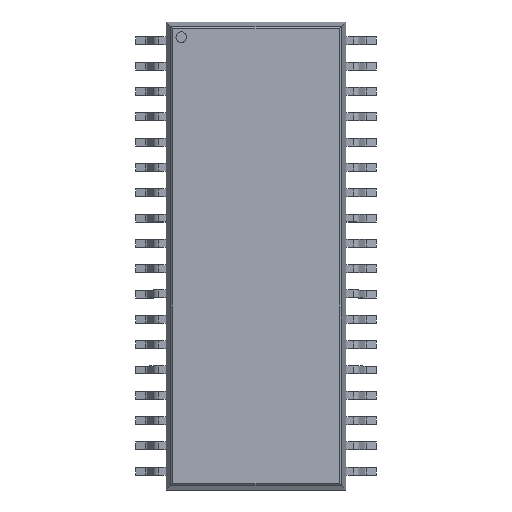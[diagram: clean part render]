
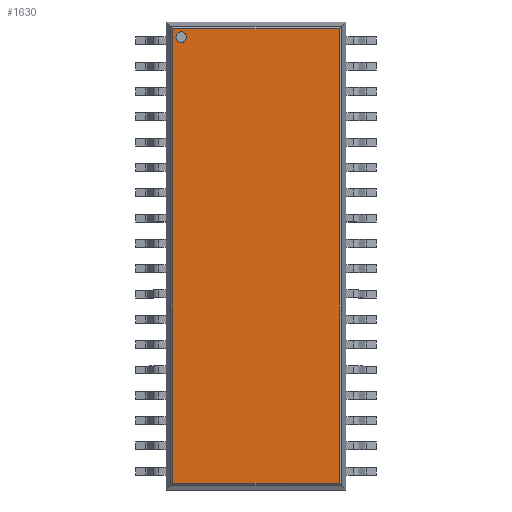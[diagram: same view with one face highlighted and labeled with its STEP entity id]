
A CAD part, top view. The second image highlights one B-rep face of the part: STEP entity #1630.
In plain terms, the highlighted planar face has unit normal (0, 0, 1).
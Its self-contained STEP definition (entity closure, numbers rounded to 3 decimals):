
#1580=CARTESIAN_POINT('',(-3.751,10.712,2.79));
#1581=VERTEX_POINT('',#1580);
#1582=CARTESIAN_POINT('',(-3.751,10.976,2.79));
#1583=DIRECTION('',(0.0,-0.0,1.0));
#1584=DIRECTION('',(0.0,-1.0,-0.0));
#1585=AXIS2_PLACEMENT_3D('',#1582,#1583,#1584);
#1586=CIRCLE('',#1585,0.264);
#1587=EDGE_CURVE('n� 674',#1581,#1581,#1586,.T.);
#1588=ORIENTED_EDGE('',*,*,#1587,.F.);
#1589=EDGE_LOOP('',(#1588));
#1590=FACE_OUTER_BOUND('',#1589,.T.);
#1591=CARTESIAN_POINT('',(-4.17,11.395,2.79));
#1592=VERTEX_POINT('',#1591);
#1593=CARTESIAN_POINT('',(-4.17,-11.395,2.79));
#1594=VERTEX_POINT('',#1593);
#1595=CARTESIAN_POINT('',(-4.17,-11.476,2.79));
#1596=DIRECTION('',(0.0,-1.0,-0.0));
#1597=VECTOR('',#1596,1.0);
#1598=LINE('',#1595,#1597);
#1599=EDGE_CURVE('n� 467',#1592,#1594,#1598,.T.);
#1600=ORIENTED_EDGE('',*,*,#1599,.T.);
#1601=CARTESIAN_POINT('',(4.17,-11.395,2.79));
#1602=VERTEX_POINT('',#1601);
#1603=CARTESIAN_POINT('',(4.251,-11.395,2.79));
#1604=DIRECTION('',(1.0,0.0,0.0));
#1605=VECTOR('',#1604,1.0);
#1606=LINE('',#1603,#1605);
#1607=EDGE_CURVE('n� 470',#1594,#1602,#1606,.T.);
#1608=ORIENTED_EDGE('',*,*,#1607,.T.);
#1609=CARTESIAN_POINT('',(4.17,11.395,2.79));
#1610=VERTEX_POINT('',#1609);
#1611=CARTESIAN_POINT('',(4.17,11.476,2.79));
#1612=DIRECTION('',(-0.0,1.0,0.0));
#1613=VECTOR('',#1612,1.0);
#1614=LINE('',#1611,#1613);
#1615=EDGE_CURVE('n� 459',#1602,#1610,#1614,.T.);
#1616=ORIENTED_EDGE('',*,*,#1615,.T.);
#1617=CARTESIAN_POINT('',(-4.251,11.395,2.79));
#1618=DIRECTION('',(-1.0,-0.0,0.0));
#1619=VECTOR('',#1618,1.0);
#1620=LINE('',#1617,#1619);
#1621=EDGE_CURVE('n� 463',#1610,#1592,#1620,.T.);
#1622=ORIENTED_EDGE('',*,*,#1621,.T.);
#1623=EDGE_LOOP('',(#1600,#1608,#1616,#1622));
#1624=FACE_BOUND('',#1623,.T.);
#1625=CARTESIAN_POINT('',(-4.51,11.735,2.79));
#1626=DIRECTION('',(0.0,0.0,-1.0));
#1627=DIRECTION('',(0.0,1.0,0.0));
#1628=AXIS2_PLACEMENT_3D('',#1625,#1626,#1627);
#1629=PLANE('',#1628);
#1630=ADVANCED_FACE('n� 1',(#1590,#1624),#1629,.F.);
